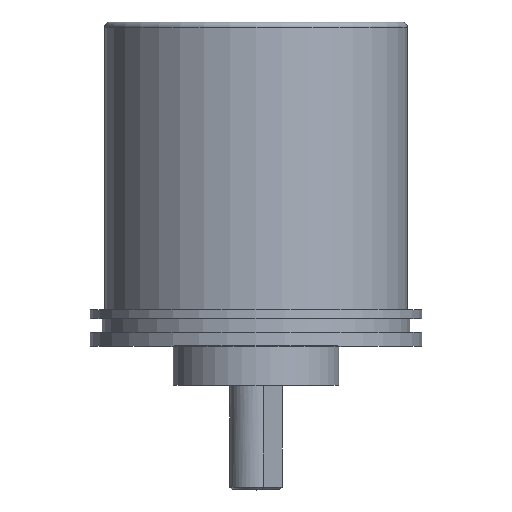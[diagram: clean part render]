
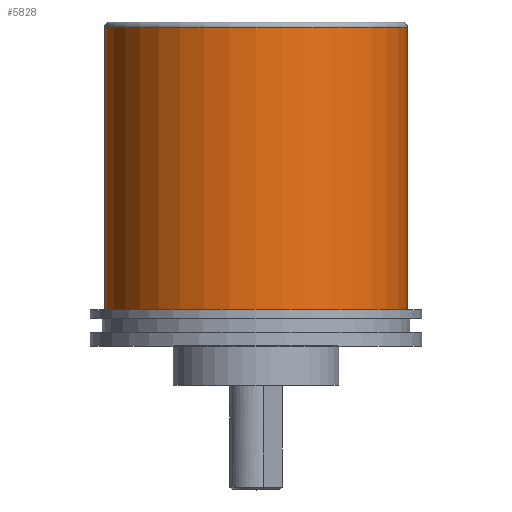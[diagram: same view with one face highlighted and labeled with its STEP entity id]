
A CAD part, top view. The second image highlights one B-rep face of the part: STEP entity #5828.
In plain terms, the highlighted cylindrical face has radius 29 mm (diameter 58 mm), a partial arc.
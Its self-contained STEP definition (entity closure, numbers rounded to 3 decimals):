
#21 = AXIS2_PLACEMENT_3D ( 'NONE', #3084, #3136, #2626 ) ;
#103 = AXIS2_PLACEMENT_3D ( 'NONE', #1118, #1054, #1057 ) ;
#128 = CIRCLE ( 'NONE', #103, 29. ) ;
#231 = VECTOR ( 'NONE', #1263, 1000. ) ;
#257 = CIRCLE ( 'NONE', #21, 29. ) ;
#387 = VECTOR ( 'NONE', #2755, 1000. ) ;
#1054 = DIRECTION ( 'NONE',  ( 0., -1., 0. ) ) ;
#1057 = DIRECTION ( 'NONE',  ( 1., 0., 0. ) ) ;
#1118 = CARTESIAN_POINT ( 'NONE',  ( 0., -11., 0. ) ) ;
#1131 = CARTESIAN_POINT ( 'NONE',  ( 29., -11., 0. ) ) ;
#1263 = DIRECTION ( 'NONE',  ( 0., 1., 0. ) ) ;
#1686 = EDGE_LOOP ( 'NONE', ( #5026, #4635, #4536, #4528 ) ) ;
#1878 = LINE ( 'NONE', #1131, #231 ) ;
#1933 = LINE ( 'NONE', #2887, #387 ) ;
#2181 = EDGE_CURVE ( 'NONE', #5116, #4602, #128, .T. ) ;
#2186 = EDGE_CURVE ( 'NONE', #5116, #5217, #1878, .T. ) ;
#2379 = EDGE_CURVE ( 'NONE', #4602, #4762, #1933, .T. ) ;
#2403 = EDGE_CURVE ( 'NONE', #5217, #4762, #257, .T. ) ;
#2626 = DIRECTION ( 'NONE',  ( 1., 0., 0. ) ) ;
#2755 = DIRECTION ( 'NONE',  ( 0., 1., 0. ) ) ;
#2887 = CARTESIAN_POINT ( 'NONE',  ( -29., -11., 0. ) ) ;
#2891 = CARTESIAN_POINT ( 'NONE',  ( -29., -11., 0. ) ) ;
#3084 = CARTESIAN_POINT ( 'NONE',  ( 0., 43., 0. ) ) ;
#3136 = DIRECTION ( 'NONE',  ( 0., -1., 0. ) ) ;
#3477 = AXIS2_PLACEMENT_3D ( 'NONE', #6933, #6935, #6859 ) ;
#4528 = ORIENTED_EDGE ( 'NONE', *, *, #2379, .F. ) ;
#4536 = ORIENTED_EDGE ( 'NONE', *, *, #2403, .T. ) ;
#4602 = VERTEX_POINT ( 'NONE', #2891 ) ;
#4635 = ORIENTED_EDGE ( 'NONE', *, *, #2186, .T. ) ;
#4762 = VERTEX_POINT ( 'NONE', #8128 ) ;
#5026 = ORIENTED_EDGE ( 'NONE', *, *, #2181, .F. ) ;
#5116 = VERTEX_POINT ( 'NONE', #8577 ) ;
#5217 = VERTEX_POINT ( 'NONE', #8645 ) ;
#5828 = ADVANCED_FACE ( 'NONE', ( #7071 ), #7075, .T. ) ;
#6859 = DIRECTION ( 'NONE',  ( -1., 0., 0. ) ) ;
#6933 = CARTESIAN_POINT ( 'NONE',  ( 0., -11., 0. ) ) ;
#6935 = DIRECTION ( 'NONE',  ( 0., 1., 0. ) ) ;
#7071 = FACE_OUTER_BOUND ( 'NONE', #1686, .T. ) ;
#7075 = CYLINDRICAL_SURFACE ( 'NONE', #3477, 29. ) ;
#8128 = CARTESIAN_POINT ( 'NONE',  ( -29., 43., 0. ) ) ;
#8577 = CARTESIAN_POINT ( 'NONE',  ( 29., -11., 0. ) ) ;
#8645 = CARTESIAN_POINT ( 'NONE',  ( 29., 43., 0. ) ) ;
